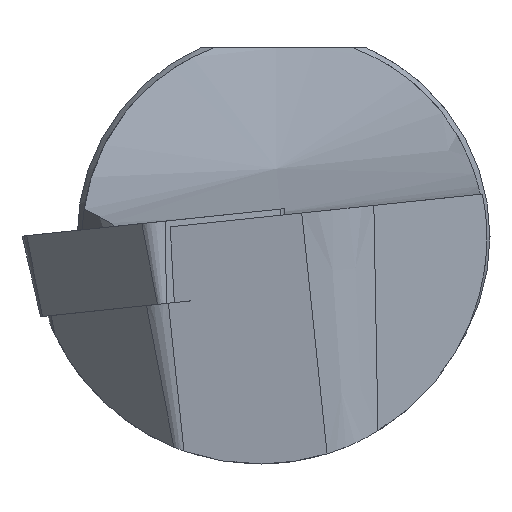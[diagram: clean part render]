
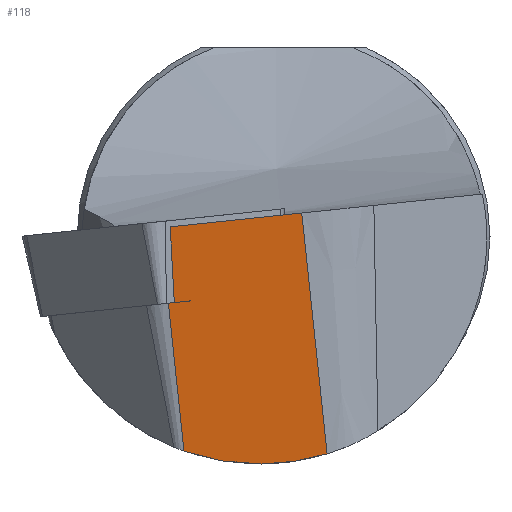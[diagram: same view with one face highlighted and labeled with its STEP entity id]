
A CAD part, left-side view. The second image highlights one B-rep face of the part: STEP entity #118.
In plain terms, the highlighted planar face has unit normal (-0.993, -0.013, -0.121).
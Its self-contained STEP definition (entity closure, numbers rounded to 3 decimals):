
#118=ADVANCED_FACE('',(#175),#156,.T.);
#156=PLANE('',#718);
#175=FACE_OUTER_BOUND('',#212,.T.);
#212=EDGE_LOOP('',(#263,#264,#265,#266,#267,#268));
#251=ELLIPSE('',#717,11.083,11.);
#263=ORIENTED_EDGE('',*,*,#524,.F.);
#264=ORIENTED_EDGE('',*,*,#525,.F.);
#265=ORIENTED_EDGE('',*,*,#526,.F.);
#266=ORIENTED_EDGE('',*,*,#527,.T.);
#267=ORIENTED_EDGE('',*,*,#528,.T.);
#268=ORIENTED_EDGE('',*,*,#529,.F.);
#459=VERTEX_POINT('',#976);
#460=VERTEX_POINT('',#977);
#461=VERTEX_POINT('',#979);
#462=VERTEX_POINT('',#981);
#463=VERTEX_POINT('',#983);
#464=VERTEX_POINT('',#985);
#524=EDGE_CURVE('',#459,#460,#620,.T.);
#525=EDGE_CURVE('',#461,#459,#621,.T.);
#526=EDGE_CURVE('',#462,#461,#622,.T.);
#527=EDGE_CURVE('',#462,#463,#251,.T.);
#528=EDGE_CURVE('',#463,#464,#623,.T.);
#529=EDGE_CURVE('',#460,#464,#624,.T.);
#620=LINE('',#975,#669);
#621=LINE('',#978,#670);
#622=LINE('',#980,#671);
#623=LINE('',#984,#672);
#624=LINE('',#986,#673);
#669=VECTOR('',#793,1.);
#670=VECTOR('',#794,1.);
#671=VECTOR('',#795,1.);
#672=VECTOR('',#798,1.);
#673=VECTOR('',#799,1.);
#717=AXIS2_PLACEMENT_3D('',#982,#796,#797);
#718=AXIS2_PLACEMENT_3D('',#987,#800,#801);
#793=DIRECTION('',(-0.122,0.053,0.991));
#794=DIRECTION('',(0.,-0.995,0.105));
#795=DIRECTION('',(-0.122,0.104,0.987));
#796=DIRECTION('',(-0.993,-0.013,-0.121));
#797=DIRECTION('',(0.122,-0.104,-0.987));
#798=DIRECTION('',(-0.122,0.104,0.987));
#799=DIRECTION('',(0.,-0.995,0.105));
#800=DIRECTION('',(-0.993,-0.013,-0.121));
#801=DIRECTION('',(-0.121,0.,0.993));
#975=CARTESIAN_POINT('',(0.877,5.472,0.161));
#976=CARTESIAN_POINT('',(1.287,5.292,-3.182));
#977=CARTESIAN_POINT('',(0.837,5.49,0.488));
#978=CARTESIAN_POINT('',(1.287,17.558,-4.471));
#979=CARTESIAN_POINT('',(1.287,5.577,-3.212));
#980=CARTESIAN_POINT('',(0.8,5.992,0.737));
#981=CARTESIAN_POINT('',(2.171,4.825,-10.368));
#982=CARTESIAN_POINT('',(0.952,1.15,0.));
#983=CARTESIAN_POINT('',(2.277,-2.11,-10.506));
#984=CARTESIAN_POINT('',(0.8,-0.853,1.456));
#985=CARTESIAN_POINT('',(0.837,-0.884,1.158));
#986=CARTESIAN_POINT('',(0.837,17.941,-0.821));
#987=CARTESIAN_POINT('',(0.8,17.973,-0.523));
